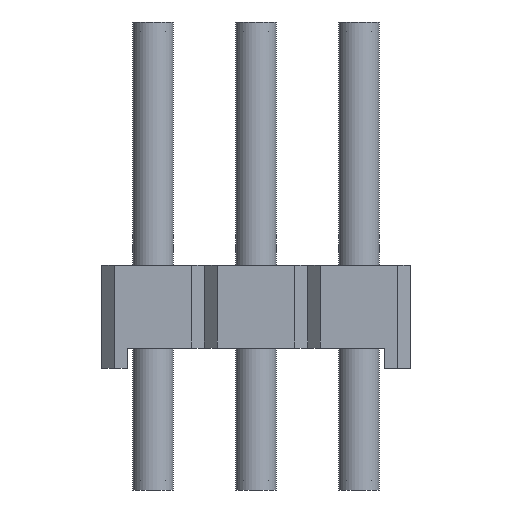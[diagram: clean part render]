
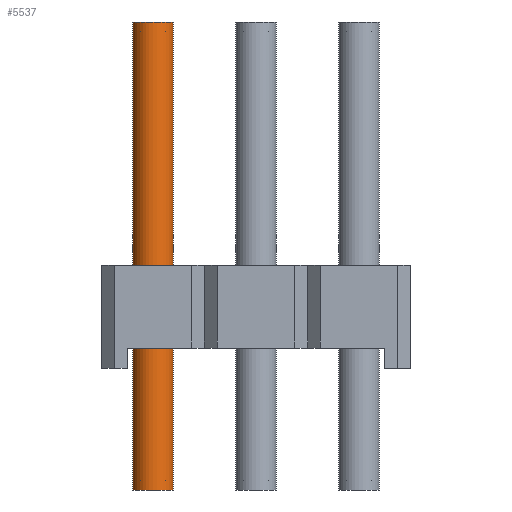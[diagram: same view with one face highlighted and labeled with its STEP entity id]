
A CAD part, left-side view. The second image highlights one B-rep face of the part: STEP entity #5537.
In plain terms, the highlighted cylindrical face has radius 0.5 mm (diameter 1 mm), a full revolution.
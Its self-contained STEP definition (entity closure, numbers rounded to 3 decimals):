
#119=CIRCLE('',#5868,0.5);
#120=CIRCLE('',#5869,0.5);
#324=CYLINDRICAL_SURFACE('',#5867,0.5);
#533=ORIENTED_EDGE('',*,*,#2131,.F.);
#534=ORIENTED_EDGE('',*,*,#2132,.T.);
#2131=EDGE_CURVE('',#2939,#2939,#119,.T.);
#2132=EDGE_CURVE('',#2940,#2940,#120,.T.);
#2939=VERTEX_POINT('',#8092);
#2940=VERTEX_POINT('',#8094);
#4703=EDGE_LOOP('',(#533));
#4704=EDGE_LOOP('',(#534));
#5031=FACE_BOUND('',#4703,.T.);
#5032=FACE_BOUND('',#4704,.T.);
#5537=ADVANCED_FACE('',(#5031,#5032),#324,.F.);
#5867=AXIS2_PLACEMENT_3D('',#8090,#6449,#6450);
#5868=AXIS2_PLACEMENT_3D('',#8091,#6451,#6452);
#5869=AXIS2_PLACEMENT_3D('',#8093,#6453,#6454);
#6449=DIRECTION('',(0.,0.,1.));
#6450=DIRECTION('',(1.,0.,0.));
#6451=DIRECTION('',(0.,0.,-1.));
#6452=DIRECTION('',(1.,0.,0.));
#6453=DIRECTION('',(0.,0.,-1.));
#6454=DIRECTION('',(1.,0.,0.));
#8090=CARTESIAN_POINT('',(0.,0.,0.));
#8091=CARTESIAN_POINT('',(0.,0.,11.54));
#8092=CARTESIAN_POINT('',(0.5,0.,11.54));
#8093=CARTESIAN_POINT('',(0.,0.,0.));
#8094=CARTESIAN_POINT('',(0.5,0.,0.));
